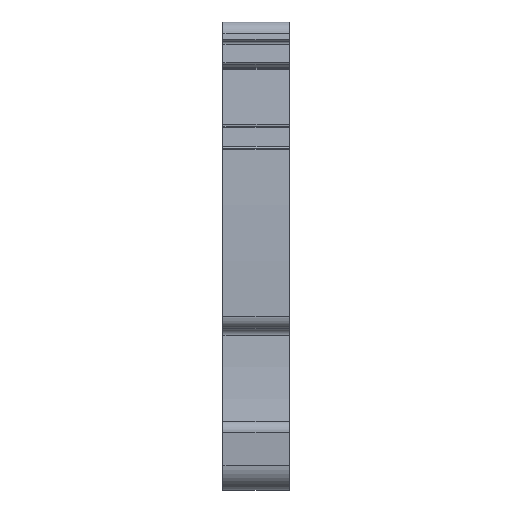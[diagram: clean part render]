
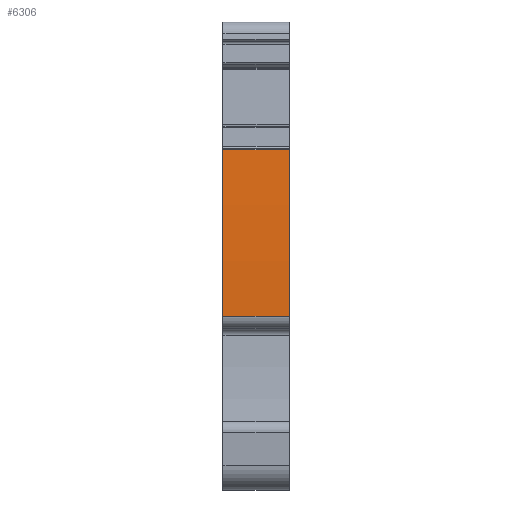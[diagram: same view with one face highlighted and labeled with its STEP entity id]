
A CAD part, front view. The second image highlights one B-rep face of the part: STEP entity #6306.
In plain terms, the highlighted cylindrical face has radius 154.9 mm (diameter 309.8 mm), a partial arc.
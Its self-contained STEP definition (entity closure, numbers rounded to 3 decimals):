
#1660=AXIS2_PLACEMENT_3D('Circle Axis2P3D',#1658,#1659,$) ;
#1667=AXIS2_PLACEMENT_3D('Circle Axis2P3D',#1665,#1666,$) ;
#5413=AXIS2_PLACEMENT_3D('Cylinder Axis2P3D',#5410,#5411,#5412) ;
#6288=AXIS2_PLACEMENT_3D('Circle Axis2P3D',#6286,#6287,$) ;
#6295=AXIS2_PLACEMENT_3D('Circle Axis2P3D',#6293,#6294,$) ;
#1655=CARTESIAN_POINT('Vertex',(0.,1.529,13.427)) ;
#1658=CARTESIAN_POINT('Axis2P3D Location',(0.,156.64,17.056)) ;
#1662=CARTESIAN_POINT('Vertex',(0.,1.528,13.45)) ;
#1665=CARTESIAN_POINT('Axis2P3D Location',(0.,156.386,17.05)) ;
#1669=CARTESIAN_POINT('Vertex',(0.,1.761,26.266)) ;
#5410=CARTESIAN_POINT('Axis2P3D Location',(2.55,156.386,17.05)) ;
#6259=CARTESIAN_POINT('Line Origine',(2.55,1.761,26.266)) ;
#6263=CARTESIAN_POINT('Vertex',(5.1,1.761,26.266)) ;
#6279=CARTESIAN_POINT('Line Origine',(2.55,1.529,13.427)) ;
#6283=CARTESIAN_POINT('Vertex',(5.1,1.529,13.427)) ;
#6286=CARTESIAN_POINT('Axis2P3D Location',(5.1,156.386,17.05)) ;
#6290=CARTESIAN_POINT('Vertex',(5.1,1.528,13.45)) ;
#6293=CARTESIAN_POINT('Axis2P3D Location',(5.1,156.386,17.05)) ;
#1659=DIRECTION('Axis2P3D Direction',(1.,0.,0.)) ;
#1666=DIRECTION('Axis2P3D Direction',(1.,0.,0.)) ;
#5411=DIRECTION('Axis2P3D Direction',(1.,0.,0.)) ;
#5412=DIRECTION('Axis2P3D XDirection',(0.,-0.993,0.118)) ;
#6260=DIRECTION('Vector Direction',(1.,0.,0.)) ;
#6280=DIRECTION('Vector Direction',(1.,0.,0.)) ;
#6287=DIRECTION('Axis2P3D Direction',(1.,0.,0.)) ;
#6294=DIRECTION('Axis2P3D Direction',(1.,0.,0.)) ;
#6261=VECTOR('Line Direction',#6260,1.) ;
#6281=VECTOR('Line Direction',#6280,1.) ;
#6299=ORIENTED_EDGE('',*,*,#6265,.T.) ;
#6300=ORIENTED_EDGE('',*,*,#1671,.T.) ;
#6301=ORIENTED_EDGE('',*,*,#1664,.T.) ;
#6302=ORIENTED_EDGE('',*,*,#6285,.T.) ;
#6303=ORIENTED_EDGE('',*,*,#6292,.F.) ;
#6304=ORIENTED_EDGE('',*,*,#6297,.F.) ;
#6306=ADVANCED_FACE('MLD_1',(#6305),#5414,.T.) ;
#1661=CIRCLE('generated circle',#1660,155.154) ;
#1668=CIRCLE('generated circle',#1667,154.9) ;
#6289=CIRCLE('generated circle',#6288,154.9) ;
#6296=CIRCLE('generated circle',#6295,154.9) ;
#5414=CYLINDRICAL_SURFACE('generated cylinder',#5413,154.9) ;
#1664=EDGE_CURVE('',#1663,#1656,#1661,.T.) ;
#1671=EDGE_CURVE('',#1670,#1663,#1668,.T.) ;
#6265=EDGE_CURVE('',#6264,#1670,#6262,.F.) ;
#6285=EDGE_CURVE('',#1656,#6284,#6282,.T.) ;
#6292=EDGE_CURVE('',#6291,#6284,#6289,.T.) ;
#6297=EDGE_CURVE('',#6264,#6291,#6296,.T.) ;
#6298=EDGE_LOOP('',(#6299,#6300,#6301,#6302,#6303,#6304)) ;
#6305=FACE_OUTER_BOUND('',#6298,.T.) ;
#6262=LINE('Line',#6259,#6261) ;
#6282=LINE('Line',#6279,#6281) ;
#1656=VERTEX_POINT('',#1655) ;
#1663=VERTEX_POINT('',#1662) ;
#1670=VERTEX_POINT('',#1669) ;
#6264=VERTEX_POINT('',#6263) ;
#6284=VERTEX_POINT('',#6283) ;
#6291=VERTEX_POINT('',#6290) ;
